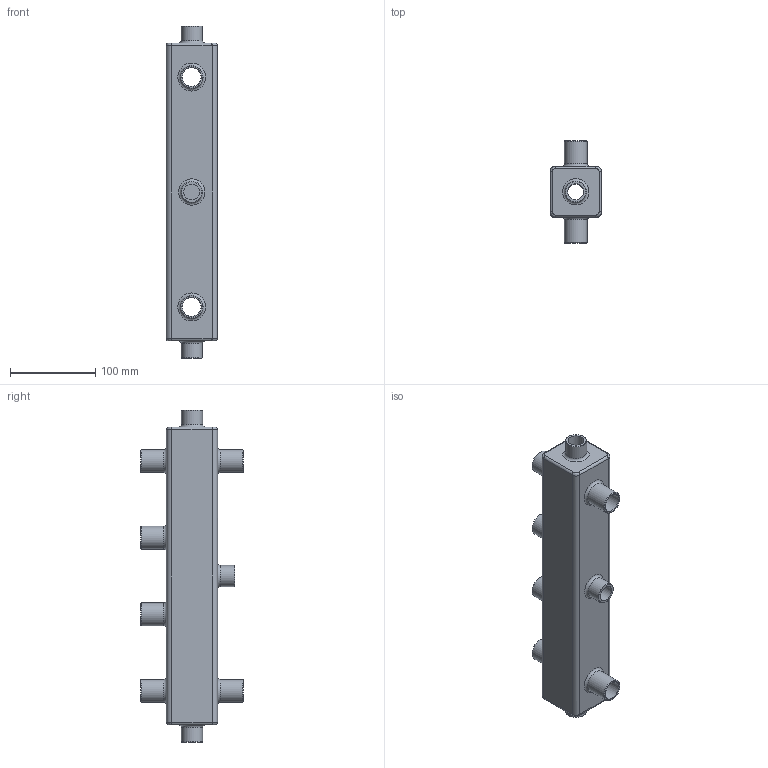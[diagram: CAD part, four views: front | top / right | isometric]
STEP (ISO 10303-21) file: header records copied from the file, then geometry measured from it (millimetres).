
FILE_DESCRIPTION(('STEP AP203'), '1');
FILE_NAME('TGR-40-20x2.18', '', ('UNSPECIFIED'), ('UNSPECIFIED'), 'ASCON STEP Converter 1.6', 'ASCON Math Kernel', '');
FILE_SCHEMA(('CONFIG_CONTROL_DESIGN'));
Length unit declared in the file: millimetre
Bounding box: 60.55 x 120 x 390 mm (x, y, z)
Volume: 286425.8 mm3; surface area: 195838.3 mm2
Topology: 1 solids, 1 shells, 256 faces, 658 edges, 433 vertices
Faces by surface type: plane 122, cylinder 50, extrusion 46, cone 21, torus 9, bspline 8
Full cylindrical faces by diameter (mm): 18.632 x3, 22 x6, 25 x9, 26.8 x6
Entity records: 11469 total; most frequent: CARTESIAN_POINT 3476, ORIENTED_EDGE 1208, DIRECTION 1051, EDGE_CURVE 604, VERTEX_POINT 433, VECTOR 407, LINE 361, EDGE_LOOP 355
